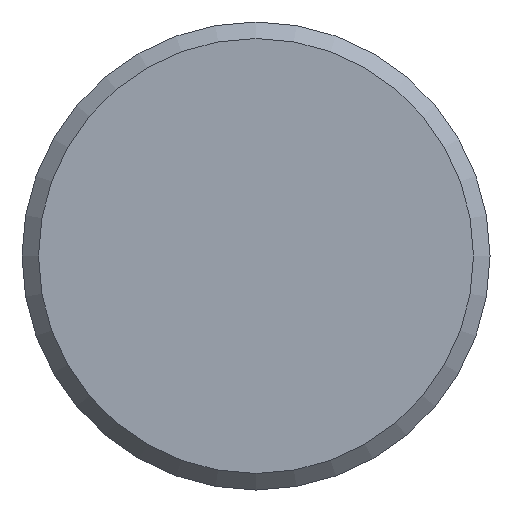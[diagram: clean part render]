
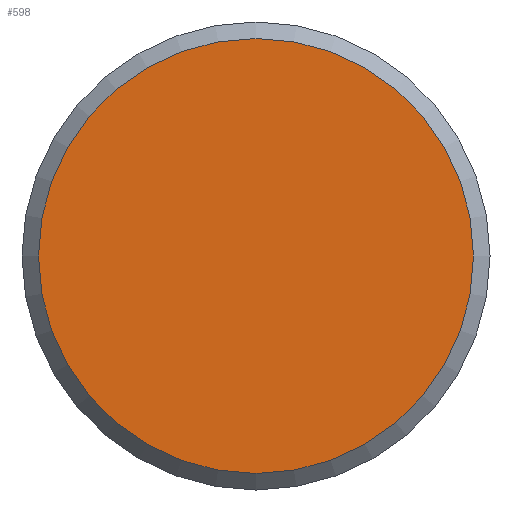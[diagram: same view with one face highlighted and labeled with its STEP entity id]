
A CAD part, front view. The second image highlights one B-rep face of the part: STEP entity #598.
In plain terms, the highlighted planar face has unit normal (0, -1, 0).
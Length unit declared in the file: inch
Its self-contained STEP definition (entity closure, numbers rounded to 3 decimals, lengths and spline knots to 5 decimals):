
#9 = DIRECTION ( 'NONE',  ( 0., 1., 0. ) ) ;
#228 = DIRECTION ( 'NONE',  ( 0., 0., 1. ) ) ;
#550 = CIRCLE ( 'NONE', #2175, 0.32935 ) ;
#598 = ADVANCED_FACE ( 'NONE', ( #754 ), #620, .F. ) ;
#620 = PLANE ( 'NONE',  #2311 ) ;
#754 = FACE_OUTER_BOUND ( 'NONE', #763, .T. ) ;
#763 = EDGE_LOOP ( 'NONE', ( #2006 ) ) ;
#959 = VERTEX_POINT ( 'NONE', #1914 ) ;
#1738 = EDGE_CURVE ( 'NONE', #959, #959, #550, .T. ) ;
#1744 = DIRECTION ( 'NONE',  ( 0., -1., 0. ) ) ;
#1914 = CARTESIAN_POINT ( 'NONE',  ( 0., 0., 0.32935 ) ) ;
#1923 = CARTESIAN_POINT ( 'NONE',  ( 0., 0., 0. ) ) ;
#1971 = DIRECTION ( 'NONE',  ( 0., 0., 1. ) ) ;
#2006 = ORIENTED_EDGE ( 'NONE', *, *, #1738, .T. ) ;
#2175 = AXIS2_PLACEMENT_3D ( 'NONE', #2614, #1744, #1971 ) ;
#2311 = AXIS2_PLACEMENT_3D ( 'NONE', #1923, #9, #228 ) ;
#2614 = CARTESIAN_POINT ( 'NONE',  ( 0., 0., 0. ) ) ;
